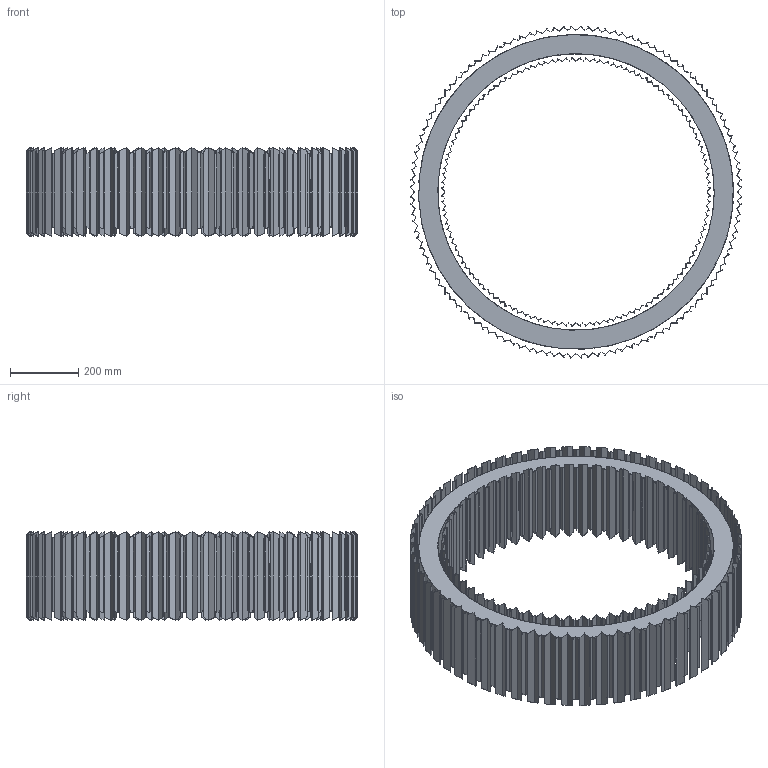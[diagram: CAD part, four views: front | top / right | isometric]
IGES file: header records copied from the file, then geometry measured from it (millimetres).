
Start section:  PTC IGES file: round_920_asm.igs
Global section: file name:Innermost_Facet_1m.igs; native system: Rhinoceros ( Dec 15 2008 ); preprocessor: Trout Lake IGES 012 Dec 15 2008; date: 120301.040846; units: millimetre
Bounding box: 969.76 x 969.76 x 260 mm (x, y, z)
Surface area: 3902062.4 mm2 (no closed solid volume)
Topology: 0 solids, 0 shells, 1444 faces, 7702 edges, 7700 vertices
Faces by surface type: bspline 1444
